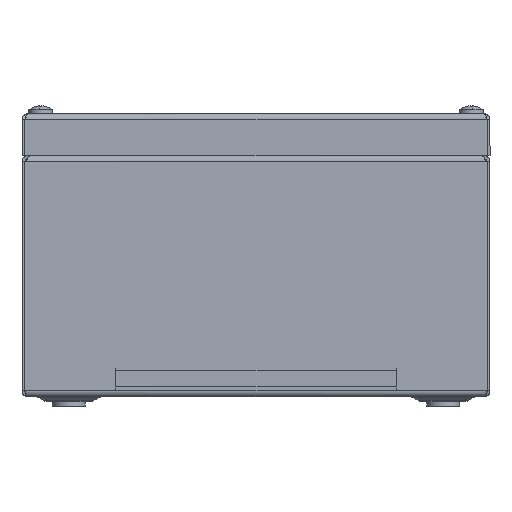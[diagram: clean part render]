
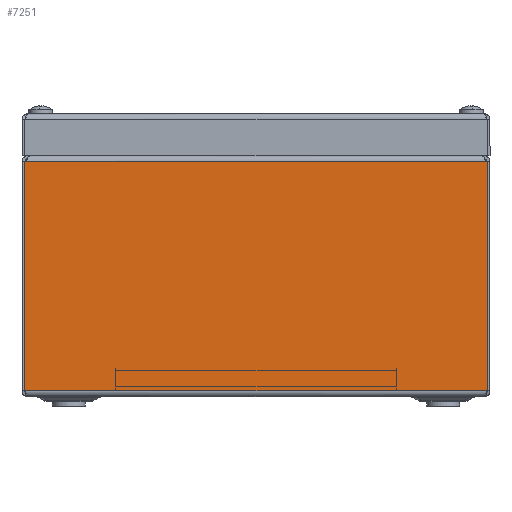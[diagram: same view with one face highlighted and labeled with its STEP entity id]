
A CAD part, left-side view. The second image highlights one B-rep face of the part: STEP entity #7251.
In plain terms, the highlighted planar face has unit normal (-1, 0, 0).
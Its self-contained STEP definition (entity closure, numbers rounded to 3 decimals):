
#691=LINE('',#12562,#1226);
#696=LINE('',#12572,#1231);
#697=LINE('',#12574,#1232);
#698=LINE('',#12575,#1233);
#1226=VECTOR('',#9065,1000.);
#1231=VECTOR('',#9074,1000.);
#1232=VECTOR('',#9075,1000.);
#1233=VECTOR('',#9076,1000.);
#1661=PLANE('',#7866);
#2032=FACE_OUTER_BOUND('',#2575,.T.);
#2575=EDGE_LOOP('',(#5439,#5440,#5441,#5442));
#3529=VERTEX_POINT('',#12559);
#3530=VERTEX_POINT('',#12561);
#3533=VERTEX_POINT('',#12571);
#3534=VERTEX_POINT('',#12573);
#4223=EDGE_CURVE('',#3529,#3530,#691,.T.);
#4228=EDGE_CURVE('',#3529,#3533,#696,.T.);
#4229=EDGE_CURVE('',#3534,#3533,#697,.T.);
#4230=EDGE_CURVE('',#3530,#3534,#698,.T.);
#5439=ORIENTED_EDGE('',*,*,#4228,.T.);
#5440=ORIENTED_EDGE('',*,*,#4229,.F.);
#5441=ORIENTED_EDGE('',*,*,#4230,.F.);
#5442=ORIENTED_EDGE('',*,*,#4223,.F.);
#7251=ADVANCED_FACE('',(#2032),#1661,.F.);
#7866=AXIS2_PLACEMENT_3D('',#12570,#9072,#9073);
#9065=DIRECTION('',(0.,0.,-1.));
#9072=DIRECTION('center_axis',(1.,0.,0.));
#9073=DIRECTION('ref_axis',(0.,1.,0.));
#9074=DIRECTION('',(0.,1.,0.));
#9075=DIRECTION('',(0.,0.,1.));
#9076=DIRECTION('',(0.,1.,0.));
#12559=CARTESIAN_POINT('',(-200.,-98.743,100.5));
#12561=CARTESIAN_POINT('',(-200.,-98.743,2.5));
#12562=CARTESIAN_POINT('',(-200.,-98.743,103.));
#12570=CARTESIAN_POINT('Origin',(-200.,-2100.,103.));
#12571=CARTESIAN_POINT('',(-200.,98.743,100.5));
#12572=CARTESIAN_POINT('',(-200.,-98.743,100.5));
#12573=CARTESIAN_POINT('',(-200.,98.743,2.5));
#12574=CARTESIAN_POINT('',(-200.,98.743,103.));
#12575=CARTESIAN_POINT('',(-200.,-2100.,2.5));
